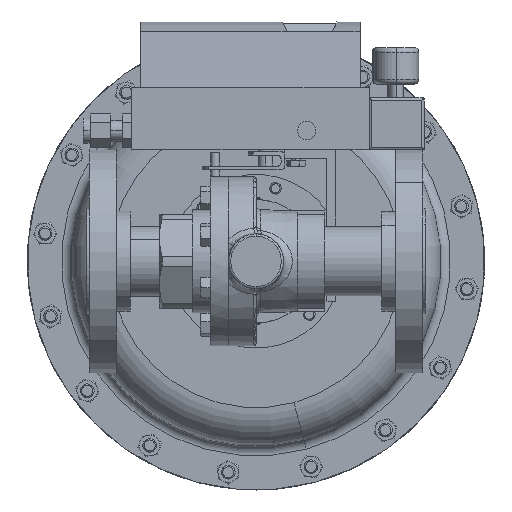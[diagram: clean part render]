
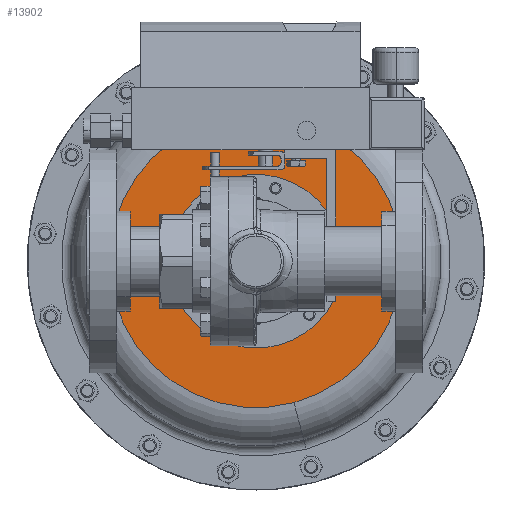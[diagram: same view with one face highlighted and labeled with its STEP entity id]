
A CAD part, front view. The second image highlights one B-rep face of the part: STEP entity #13902.
In plain terms, the highlighted planar face has unit normal (0, -1, 0).
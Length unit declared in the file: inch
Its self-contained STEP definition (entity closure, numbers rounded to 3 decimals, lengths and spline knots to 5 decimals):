
#434 = AXIS2_PLACEMENT_3D ( 'NONE', #29352, #11521, #32365 ) ;
#1217 = AXIS2_PLACEMENT_3D ( 'NONE', #13316, #10457, #31291 ) ;
#1268 = DIRECTION ( 'NONE',  ( 0., 1., 0. ) ) ;
#1835 = CIRCLE ( 'NONE', #2752, 4. ) ;
#2752 = AXIS2_PLACEMENT_3D ( 'NONE', #19090, #1268, #22064 ) ;
#4325 = CARTESIAN_POINT ( 'NONE',  ( -1.03528, 7.2525, 3.8637 ) ) ;
#4429 = CARTESIAN_POINT ( 'NONE',  ( 1.67938, 7.2525, 1.67938 ) ) ;
#7719 = EDGE_LOOP ( 'NONE', ( #20462, #36709 ) ) ;
#7995 = CARTESIAN_POINT ( 'NONE',  ( 1.03528, 7.2525, -3.8637 ) ) ;
#8516 = DIRECTION ( 'NONE',  ( 0., 1., 0. ) ) ;
#8808 = DIRECTION ( 'NONE',  ( 0., 1., 0. ) ) ;
#9530 = ORIENTED_EDGE ( 'NONE', *, *, #12097, .T. ) ;
#10457 = DIRECTION ( 'NONE',  ( 0., -1., 0. ) ) ;
#10981 = CIRCLE ( 'NONE', #434, 2.375 ) ;
#11521 = DIRECTION ( 'NONE',  ( 0., 1., 0. ) ) ;
#12097 = EDGE_CURVE ( 'NONE', #14529, #29981, #10981, .T. ) ;
#13316 = CARTESIAN_POINT ( 'NONE',  ( -3.8637, 7.2525, -1.03528 ) ) ;
#13902 = ADVANCED_FACE ( 'NONE', ( #17222, #33064 ), #28300, .T. ) ;
#14529 = VERTEX_POINT ( 'NONE', #4429 ) ;
#17222 = FACE_OUTER_BOUND ( 'NONE', #7719, .T. ) ;
#17350 = EDGE_CURVE ( 'NONE', #34779, #30280, #25963, .T. ) ;
#19090 = CARTESIAN_POINT ( 'NONE',  ( 0., 7.2525, 0. ) ) ;
#20462 = ORIENTED_EDGE ( 'NONE', *, *, #17350, .F. ) ;
#20736 = EDGE_LOOP ( 'NONE', ( #9530, #36623 ) ) ;
#22064 = DIRECTION ( 'NONE',  ( 0.259, 0., -0.966 ) ) ;
#25641 = AXIS2_PLACEMENT_3D ( 'NONE', #26657, #8808, #29670 ) ;
#25696 = CARTESIAN_POINT ( 'NONE',  ( -1.67938, 7.2525, -1.67938 ) ) ;
#25963 = CIRCLE ( 'NONE', #36878, 4. ) ;
#26374 = CARTESIAN_POINT ( 'NONE',  ( 0., 7.2525, 0. ) ) ;
#26657 = CARTESIAN_POINT ( 'NONE',  ( 0., 7.2525, 0. ) ) ;
#28300 = PLANE ( 'NONE',  #1217 ) ;
#29352 = CARTESIAN_POINT ( 'NONE',  ( 0., 7.2525, 0. ) ) ;
#29361 = DIRECTION ( 'NONE',  ( 0.259, 0., -0.966 ) ) ;
#29670 = DIRECTION ( 'NONE',  ( -0.707, 0., -0.707 ) ) ;
#29981 = VERTEX_POINT ( 'NONE', #25696 ) ;
#30278 = CIRCLE ( 'NONE', #25641, 2.375 ) ;
#30280 = VERTEX_POINT ( 'NONE', #4325 ) ;
#31291 = DIRECTION ( 'NONE',  ( -0.259, 0., 0.966 ) ) ;
#32365 = DIRECTION ( 'NONE',  ( -0.707, 0., -0.707 ) ) ;
#33064 = FACE_BOUND ( 'NONE', #20736, .T. ) ;
#34779 = VERTEX_POINT ( 'NONE', #7995 ) ;
#35969 = EDGE_CURVE ( 'NONE', #29981, #14529, #30278, .T. ) ;
#36623 = ORIENTED_EDGE ( 'NONE', *, *, #35969, .T. ) ;
#36709 = ORIENTED_EDGE ( 'NONE', *, *, #36772, .F. ) ;
#36772 = EDGE_CURVE ( 'NONE', #30280, #34779, #1835, .T. ) ;
#36878 = AXIS2_PLACEMENT_3D ( 'NONE', #26374, #8516, #29361 ) ;
